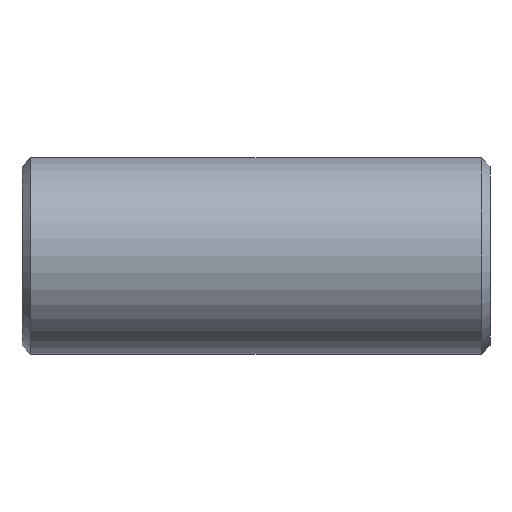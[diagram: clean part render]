
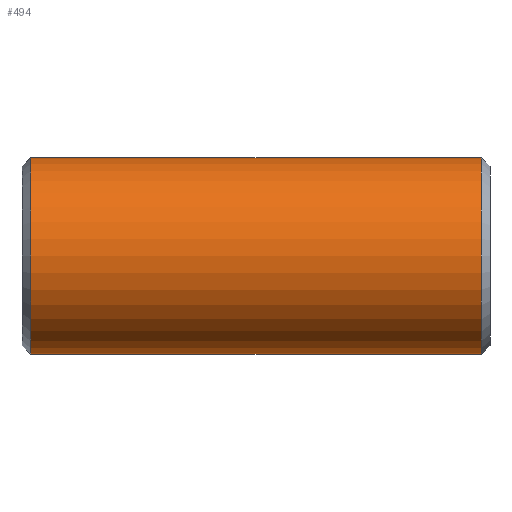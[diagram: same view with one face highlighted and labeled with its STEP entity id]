
A CAD part, front view. The second image highlights one B-rep face of the part: STEP entity #494.
In plain terms, the highlighted cylindrical face has radius 10.668 mm (diameter 21.336 mm), a partial arc.
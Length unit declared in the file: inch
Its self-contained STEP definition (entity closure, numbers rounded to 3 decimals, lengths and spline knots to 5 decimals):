
#15 = DIRECTION ( 'NONE',  ( 0., 0., 1. ) ) ;
#26 = EDGE_LOOP ( 'NONE', ( #487, #317, #163, #637 ) ) ;
#36 = AXIS2_PLACEMENT_3D ( 'NONE', #551, #176, #63 ) ;
#47 = VECTOR ( 'NONE', #157, 39.37008 ) ;
#63 = DIRECTION ( 'NONE',  ( 0., 0., 1. ) ) ;
#80 = DIRECTION ( 'NONE',  ( -1., 0., 0. ) ) ;
#128 = CARTESIAN_POINT ( 'NONE',  ( -0.96367, 0., 0. ) ) ;
#157 = DIRECTION ( 'NONE',  ( -1., 0., 0. ) ) ;
#163 = ORIENTED_EDGE ( 'NONE', *, *, #638, .T. ) ;
#176 = DIRECTION ( 'NONE',  ( -1., 0., 0. ) ) ;
#183 = EDGE_CURVE ( 'NONE', #628, #218, #630, .T. ) ;
#196 = CARTESIAN_POINT ( 'NONE',  ( 0.96367, 0., -0.42 ) ) ;
#209 = EDGE_CURVE ( 'NONE', #423, #218, #240, .T. ) ;
#211 = LINE ( 'NONE', #639, #47 ) ;
#218 = VERTEX_POINT ( 'NONE', #567 ) ;
#233 = CIRCLE ( 'NONE', #623, 0.42 ) ;
#240 = LINE ( 'NONE', #511, #335 ) ;
#283 = CYLINDRICAL_SURFACE ( 'NONE', #36, 0.42 ) ;
#317 = ORIENTED_EDGE ( 'NONE', *, *, #565, .T. ) ;
#328 = FACE_OUTER_BOUND ( 'NONE', #26, .T. ) ;
#335 = VECTOR ( 'NONE', #80, 39.37008 ) ;
#359 = DIRECTION ( 'NONE',  ( -1., 0., 0. ) ) ;
#380 = CARTESIAN_POINT ( 'NONE',  ( 0.96367, 0., 0.42 ) ) ;
#423 = VERTEX_POINT ( 'NONE', #196 ) ;
#477 = CARTESIAN_POINT ( 'NONE',  ( -0.96367, 0., 0.42 ) ) ;
#484 = VERTEX_POINT ( 'NONE', #380 ) ;
#487 = ORIENTED_EDGE ( 'NONE', *, *, #209, .F. ) ;
#494 = ADVANCED_FACE ( 'NONE', ( #328 ), #283, .T. ) ;
#495 = DIRECTION ( 'NONE',  ( 1., 0., 0. ) ) ;
#511 = CARTESIAN_POINT ( 'NONE',  ( 1., 0., -0.42 ) ) ;
#551 = CARTESIAN_POINT ( 'NONE',  ( 1., 0., 0. ) ) ;
#565 = EDGE_CURVE ( 'NONE', #423, #484, #233, .T. ) ;
#567 = CARTESIAN_POINT ( 'NONE',  ( -0.96367, 0., -0.42 ) ) ;
#574 = AXIS2_PLACEMENT_3D ( 'NONE', #128, #495, #15 ) ;
#607 = DIRECTION ( 'NONE',  ( 0., 0., -1. ) ) ;
#623 = AXIS2_PLACEMENT_3D ( 'NONE', #668, #359, #607 ) ;
#628 = VERTEX_POINT ( 'NONE', #477 ) ;
#630 = CIRCLE ( 'NONE', #574, 0.42 ) ;
#637 = ORIENTED_EDGE ( 'NONE', *, *, #183, .T. ) ;
#638 = EDGE_CURVE ( 'NONE', #484, #628, #211, .T. ) ;
#639 = CARTESIAN_POINT ( 'NONE',  ( 1., 0., 0.42 ) ) ;
#668 = CARTESIAN_POINT ( 'NONE',  ( 0.96367, 0., 0. ) ) ;
